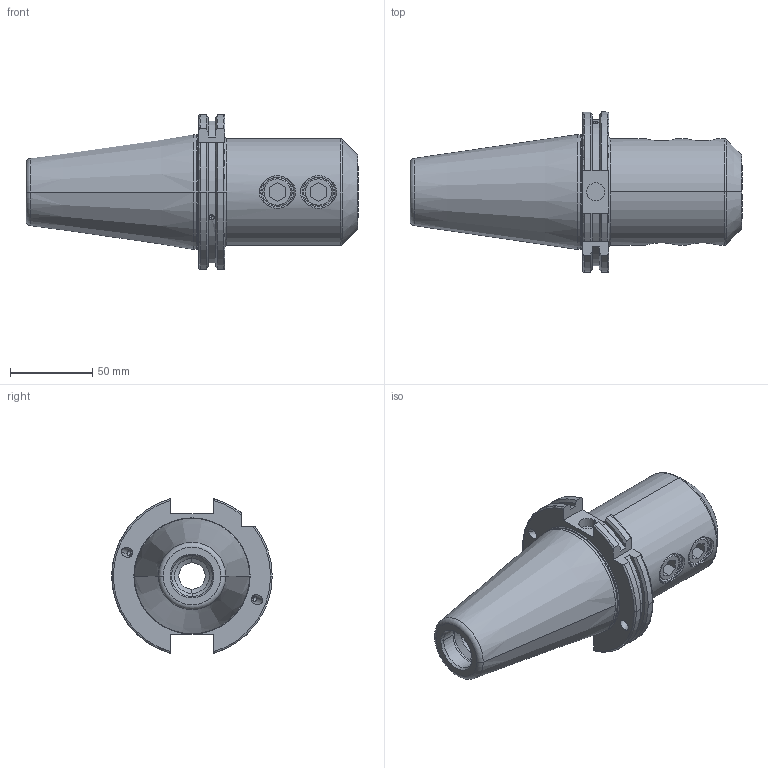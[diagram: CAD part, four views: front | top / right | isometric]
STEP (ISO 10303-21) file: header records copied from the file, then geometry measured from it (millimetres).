
FILE_DESCRIPTION (( 'STEP AP214' ), '1' );
FILE_NAME ('91506-WE7 25100.STEP', '2021-03-11T10:25:12', ( '' ), ( '' ), 'SwSTEP 2.0', 'SolidWorks 2018', '' );
FILE_SCHEMA (( 'AUTOMOTIVE_DESIGN' ));
Length unit declared in the file: millimetre
Products named in the file (3): GS-M18X2X20; SK50EM25100FWW; 91506-WE7 25100
Assembly tree (3 placements, depth 2):
  91506-WE7 25100
    SK50EM25100FWW
    GS-M18X2X20  x2
Bounding box: 201.75 x 97.5 x 94.05 mm (x, y, z)
Volume: 546031.9 mm3; surface area: 70592.7 mm2
Topology: 3 solids, 3 shells, 164 faces, 409 edges, 259 vertices
Faces by surface type: cylinder 57, plane 45, cone 36, torus 22, sphere 4
Entity records: 6155 total; most frequent: CARTESIAN_POINT 1845, DIRECTION 768, ORIENTED_EDGE 754, EDGE_CURVE 377, AXIS2_PLACEMENT_3D 312, VERTEX_POINT 239, EDGE_LOOP 170, CIRCLE 157
